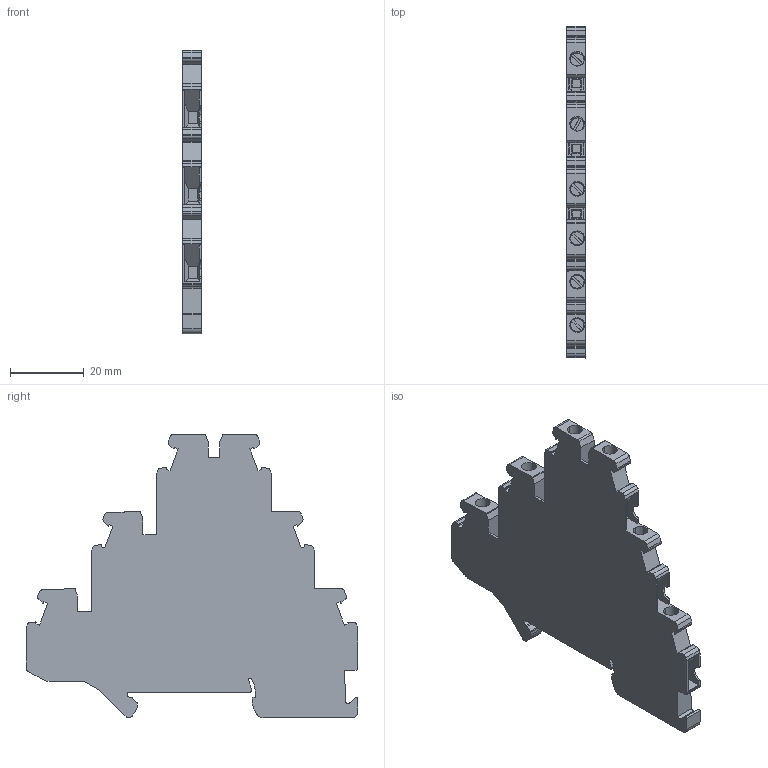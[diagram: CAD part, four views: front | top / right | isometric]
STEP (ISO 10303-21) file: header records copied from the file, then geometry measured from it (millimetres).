
FILE_DESCRIPTION(('STEP AP214'),'1');
FILE_NAME(' ',' ',('TraceParts'),('TraceParts S.A.'),'XStep 1.0',' ',' ');
FILE_SCHEMA(('automotive_design'));
Length unit declared in the file: millimetre
Products named in the file (1): NSYTRV26TN
Bounding box: 5.15 x 90.01 x 76.85 mm (x, y, z)
Volume: 20230.3 mm3; surface area: 12335.9 mm2
Topology: 1 solids, 1 shells, 484 faces, 1389 edges, 916 vertices
Faces by surface type: plane 268, cylinder 146, torus 58, cone 12
Entity records: 16725 total; most frequent: CARTESIAN_POINT 3996, ORIENTED_EDGE 2778, DIRECTION 2570, EDGE_CURVE 1389, VERTEX_POINT 916, AXIS2_PLACEMENT_3D 870, LINE 830, VECTOR 830
